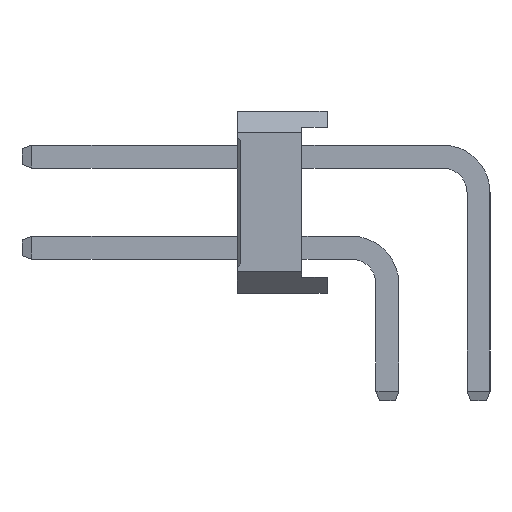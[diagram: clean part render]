
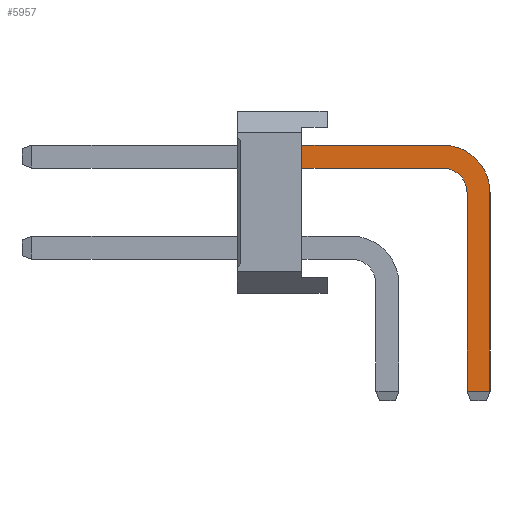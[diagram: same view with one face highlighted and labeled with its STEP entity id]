
A CAD part, left-side view. The second image highlights one B-rep face of the part: STEP entity #5957.
In plain terms, the highlighted planar face has unit normal (-1, 0, 0).
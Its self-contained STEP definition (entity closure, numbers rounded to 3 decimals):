
#5957=ADVANCED_FACE('',(#19313),#19315,.T.);
#19313=FACE_BOUND('',#19314,.T.);
#19314=EDGE_LOOP('',(#29853,#29854,#29855,#29856,#29857,#29858,#29859,#29860));
#19315=PLANE('',#19316);
#19316=AXIS2_PLACEMENT_3D('',#19317,#19318,#19319);
#19317=CARTESIAN_POINT('',(-0.32,-2.22,-3.));
#19318=DIRECTION('',(-1.,0.,0.));
#19319=DIRECTION('',(0.,-1.,0.));
#29853=ORIENTED_EDGE('',*,*,#36298,.T.);
#29854=ORIENTED_EDGE('',*,*,#36299,.T.);
#29855=ORIENTED_EDGE('',*,*,#36300,.T.);
#29856=ORIENTED_EDGE('',*,*,#36301,.T.);
#29857=ORIENTED_EDGE('',*,*,#34607,.T.);
#29858=ORIENTED_EDGE('',*,*,#36297,.F.);
#29859=ORIENTED_EDGE('',*,*,#36302,.F.);
#29860=ORIENTED_EDGE('',*,*,#36303,.F.);
#34607=EDGE_CURVE('',#39334,#39332,#39335,.T.);
#36297=EDGE_CURVE('',#42002,#39332,#42004,.T.);
#36298=EDGE_CURVE('',#42005,#42006,#42007,.T.);
#36299=EDGE_CURVE('',#42006,#42008,#42009,.T.);
#36300=EDGE_CURVE('',#42008,#42010,#42011,.T.);
#36301=EDGE_CURVE('',#42010,#39334,#42012,.T.);
#36302=EDGE_CURVE('',#42013,#42002,#42014,.T.);
#36303=EDGE_CURVE('',#42005,#42013,#42015,.T.);
#39332=VERTEX_POINT('',#47318);
#39334=VERTEX_POINT('',#47322);
#39335=LINE('',#47323,#47324);
#42002=VERTEX_POINT('',#53478);
#42004=LINE('',#53482,#53483);
#42005=VERTEX_POINT('',#53485);
#42006=VERTEX_POINT('',#53486);
#42007=LINE('',#53487,#53488);
#42008=VERTEX_POINT('',#53490);
#42009=LINE('',#53491,#53492);
#42010=VERTEX_POINT('',#53494);
#42011=CIRCLE('',#53495,1.32);
#42012=LINE('',#53499,#53500);
#42013=VERTEX_POINT('',#53502);
#42014=CIRCLE('',#53503,0.68);
#42015=LINE('',#53507,#53508);
#47318=CARTESIAN_POINT('',(-0.32,2.38,3.49));
#47322=CARTESIAN_POINT('',(-0.32,2.38,4.13));
#47323=CARTESIAN_POINT('',(-0.32,2.38,4.13));
#47324=VECTOR('',#47325,1.);
#47325=DIRECTION('',(0.,0.,-1.));
#53478=CARTESIAN_POINT('',(-0.32,-1.54,3.49));
#53482=CARTESIAN_POINT('',(-0.32,-1.54,3.49));
#53483=VECTOR('',#53484,1.);
#53484=DIRECTION('',(0.,1.,0.));
#53485=CARTESIAN_POINT('',(-0.32,-2.22,-2.725));
#53486=CARTESIAN_POINT('',(-0.32,-2.86,-2.725));
#53487=CARTESIAN_POINT('',(-0.32,-2.22,-2.725));
#53488=VECTOR('',#53489,1.);
#53489=DIRECTION('',(0.,-1.,0.));
#53490=CARTESIAN_POINT('',(-0.32,-2.86,2.81));
#53491=CARTESIAN_POINT('',(-0.32,-2.86,-2.725));
#53492=VECTOR('',#53493,1.);
#53493=DIRECTION('',(0.,0.,1.));
#53494=CARTESIAN_POINT('',(-0.32,-1.54,4.13));
#53495=AXIS2_PLACEMENT_3D('',#53496,#53497,#53498);
#53496=CARTESIAN_POINT('',(-0.32,-1.54,2.81));
#53497=DIRECTION('',(-1.,0.,0.));
#53498=DIRECTION('',(0.,-1.,0.));
#53499=CARTESIAN_POINT('',(-0.32,-1.54,4.13));
#53500=VECTOR('',#53501,1.);
#53501=DIRECTION('',(0.,1.,0.));
#53502=CARTESIAN_POINT('',(-0.32,-2.22,2.81));
#53503=AXIS2_PLACEMENT_3D('',#53504,#53505,#53506);
#53504=CARTESIAN_POINT('',(-0.32,-1.54,2.81));
#53505=DIRECTION('',(-1.,0.,0.));
#53506=DIRECTION('',(0.,-1.,0.));
#53507=CARTESIAN_POINT('',(-0.32,-2.22,-2.725));
#53508=VECTOR('',#53509,1.);
#53509=DIRECTION('',(0.,0.,1.));
